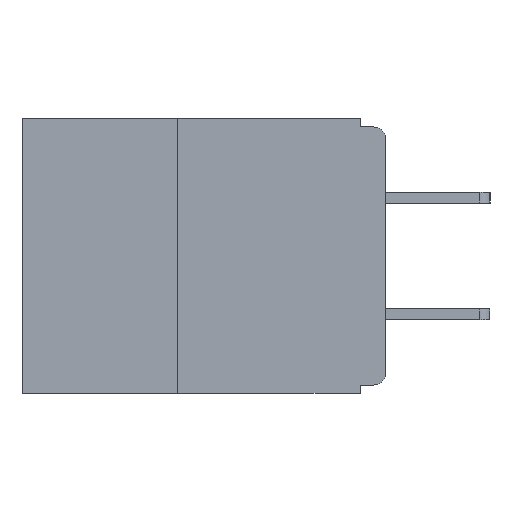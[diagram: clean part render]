
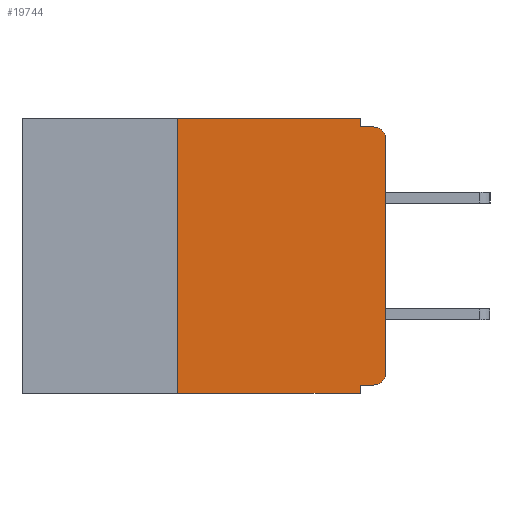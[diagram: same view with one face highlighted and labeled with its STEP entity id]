
A CAD part, left-side view. The second image highlights one B-rep face of the part: STEP entity #19744.
In plain terms, the highlighted planar face has unit normal (-1, 0, 0).
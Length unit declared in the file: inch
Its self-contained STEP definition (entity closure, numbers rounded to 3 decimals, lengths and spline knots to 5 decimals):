
#696 = CARTESIAN_POINT ( 'NONE',  ( 0., 0., -0.305 ) ) ;
#735 = CARTESIAN_POINT ( 'NONE',  ( 0., 0., -0.01 ) ) ;
#1086 = CARTESIAN_POINT ( 'NONE',  ( 0., 0.031, -0.33 ) ) ;
#1384 = CARTESIAN_POINT ( 'NONE',  ( 0., 0.437, 0. ) ) ;
#2104 = VERTEX_POINT ( 'NONE', #1086 ) ;
#2260 = CARTESIAN_POINT ( 'NONE',  ( 0., 0.031, 0. ) ) ;
#3291 = CARTESIAN_POINT ( 'NONE',  ( 0., 0.25, -0.33 ) ) ;
#3662 = VERTEX_POINT ( 'NONE', #7269 ) ;
#3835 = EDGE_CURVE ( 'NONE', #24712, #2104, #10903, .T. ) ;
#4039 = EDGE_CURVE ( 'NONE', #28789, #12724, #16079, .T. ) ;
#4194 = VECTOR ( 'NONE', #29439, 39.37008 ) ;
#4326 = VERTEX_POINT ( 'NONE', #10610 ) ;
#4547 = ORIENTED_EDGE ( 'NONE', *, *, #19005, .F. ) ;
#4758 = CARTESIAN_POINT ( 'NONE',  ( 0., 0.25, -0.33 ) ) ;
#4934 = ORIENTED_EDGE ( 'NONE', *, *, #13302, .F. ) ;
#5401 = AXIS2_PLACEMENT_3D ( 'NONE', #1384, #13978, #30927 ) ;
#5841 = EDGE_CURVE ( 'NONE', #4326, #2104, #8523, .T. ) ;
#6208 = CIRCLE ( 'NONE', #7562, 0.015 ) ;
#6510 = ORIENTED_EDGE ( 'NONE', *, *, #3835, .T. ) ;
#6638 = DIRECTION ( 'NONE',  ( -1., 0., 0. ) ) ;
#6725 = LINE ( 'NONE', #31052, #25612 ) ;
#6904 = ORIENTED_EDGE ( 'NONE', *, *, #31593, .F. ) ;
#7269 = CARTESIAN_POINT ( 'NONE',  ( 0., 0.031, -0.01 ) ) ;
#7562 = AXIS2_PLACEMENT_3D ( 'NONE', #28899, #14335, #31269 ) ;
#7985 = CIRCLE ( 'NONE', #28326, 0.015 ) ;
#8523 = LINE ( 'NONE', #13932, #20920 ) ;
#9843 = DIRECTION ( 'NONE',  ( 0., 0., 1. ) ) ;
#10176 = CARTESIAN_POINT ( 'NONE',  ( 0., 0.25, 0. ) ) ;
#10610 = CARTESIAN_POINT ( 'NONE',  ( 0., 0.031, -0.32 ) ) ;
#10903 = LINE ( 'NONE', #29576, #4194 ) ;
#11033 = VERTEX_POINT ( 'NONE', #15286 ) ;
#11814 = LINE ( 'NONE', #735, #30468 ) ;
#11889 = VECTOR ( 'NONE', #9843, 39.37008 ) ;
#12029 = ORIENTED_EDGE ( 'NONE', *, *, #13034, .T. ) ;
#12724 = VERTEX_POINT ( 'NONE', #2260 ) ;
#13034 = EDGE_CURVE ( 'NONE', #17200, #19427, #13109, .T. ) ;
#13109 = LINE ( 'NONE', #13822, #25273 ) ;
#13216 = FACE_OUTER_BOUND ( 'NONE', #27738, .T. ) ;
#13302 = EDGE_CURVE ( 'NONE', #24712, #28789, #24880, .T. ) ;
#13822 = CARTESIAN_POINT ( 'NONE',  ( 0., 0., 0. ) ) ;
#13932 = CARTESIAN_POINT ( 'NONE',  ( 0., 0.031, -0.33 ) ) ;
#13978 = DIRECTION ( 'NONE',  ( 1., 0., 0. ) ) ;
#14106 = DIRECTION ( 'NONE',  ( 0., 0., -1. ) ) ;
#14259 = DIRECTION ( 'NONE',  ( 0., 0., -1. ) ) ;
#14335 = DIRECTION ( 'NONE',  ( -1., 0., 0. ) ) ;
#14447 = CARTESIAN_POINT ( 'NONE',  ( 0., 0.015, -0.01 ) ) ;
#15280 = CARTESIAN_POINT ( 'NONE',  ( 0., 0., -0.025 ) ) ;
#15286 = CARTESIAN_POINT ( 'NONE',  ( 0., 0.015, -0.32 ) ) ;
#15802 = DIRECTION ( 'NONE',  ( 0., -1., 0. ) ) ;
#15941 = VECTOR ( 'NONE', #20623, 39.37008 ) ;
#16079 = LINE ( 'NONE', #22530, #22538 ) ;
#17200 = VERTEX_POINT ( 'NONE', #696 ) ;
#17833 = ORIENTED_EDGE ( 'NONE', *, *, #22669, .T. ) ;
#18087 = VERTEX_POINT ( 'NONE', #14447 ) ;
#19005 = EDGE_CURVE ( 'NONE', #11033, #4326, #28875, .T. ) ;
#19427 = VERTEX_POINT ( 'NONE', #15280 ) ;
#19744 = ADVANCED_FACE ( 'NONE', ( #13216 ), #26104, .F. ) ;
#20623 = DIRECTION ( 'NONE',  ( 0., 1., 0. ) ) ;
#20920 = VECTOR ( 'NONE', #14259, 39.37008 ) ;
#21039 = EDGE_CURVE ( 'NONE', #19427, #18087, #7985, .T. ) ;
#21506 = CARTESIAN_POINT ( 'NONE',  ( 0., 0.015, -0.025 ) ) ;
#22123 = DIRECTION ( 'NONE',  ( 0., -1., 0. ) ) ;
#22372 = ORIENTED_EDGE ( 'NONE', *, *, #27342, .F. ) ;
#22530 = CARTESIAN_POINT ( 'NONE',  ( 0., 0.437, 0. ) ) ;
#22538 = VECTOR ( 'NONE', #22123, 39.37008 ) ;
#22669 = EDGE_CURVE ( 'NONE', #11033, #17200, #6208, .T. ) ;
#23880 = ORIENTED_EDGE ( 'NONE', *, *, #4039, .F. ) ;
#23900 = DIRECTION ( 'NONE',  ( 0., 0., -1. ) ) ;
#24712 = VERTEX_POINT ( 'NONE', #3291 ) ;
#24880 = LINE ( 'NONE', #4758, #11889 ) ;
#25273 = VECTOR ( 'NONE', #25949, 39.37008 ) ;
#25612 = VECTOR ( 'NONE', #14106, 39.37008 ) ;
#25949 = DIRECTION ( 'NONE',  ( 0., 0., 1. ) ) ;
#26104 = PLANE ( 'NONE',  #5401 ) ;
#27342 = EDGE_CURVE ( 'NONE', #12724, #3662, #6725, .T. ) ;
#27738 = EDGE_LOOP ( 'NONE', ( #12029, #31419, #6904, #22372, #23880, #4934, #6510, #28469, #4547, #17833 ) ) ;
#28062 = CARTESIAN_POINT ( 'NONE',  ( 0., 0., -0.32 ) ) ;
#28326 = AXIS2_PLACEMENT_3D ( 'NONE', #21506, #6638, #23900 ) ;
#28469 = ORIENTED_EDGE ( 'NONE', *, *, #5841, .F. ) ;
#28789 = VERTEX_POINT ( 'NONE', #10176 ) ;
#28875 = LINE ( 'NONE', #28062, #15941 ) ;
#28899 = CARTESIAN_POINT ( 'NONE',  ( 0., 0.015, -0.305 ) ) ;
#29439 = DIRECTION ( 'NONE',  ( 0., -1., 0. ) ) ;
#29576 = CARTESIAN_POINT ( 'NONE',  ( 0., 0.437, -0.33 ) ) ;
#30468 = VECTOR ( 'NONE', #15802, 39.37008 ) ;
#30927 = DIRECTION ( 'NONE',  ( 0., 0., -1. ) ) ;
#31052 = CARTESIAN_POINT ( 'NONE',  ( 0., 0.031, 0. ) ) ;
#31269 = DIRECTION ( 'NONE',  ( 0., 0., -1. ) ) ;
#31419 = ORIENTED_EDGE ( 'NONE', *, *, #21039, .T. ) ;
#31593 = EDGE_CURVE ( 'NONE', #3662, #18087, #11814, .T. ) ;
